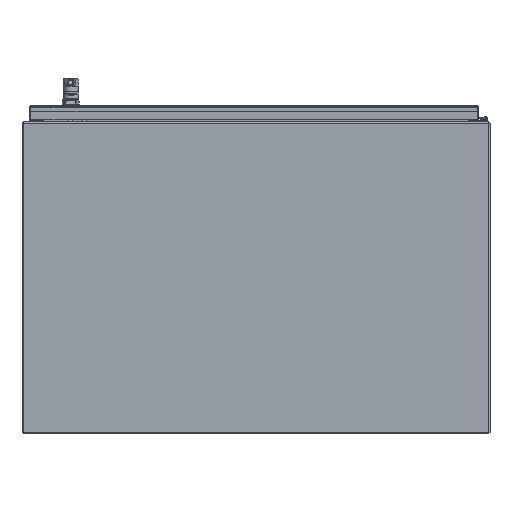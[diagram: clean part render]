
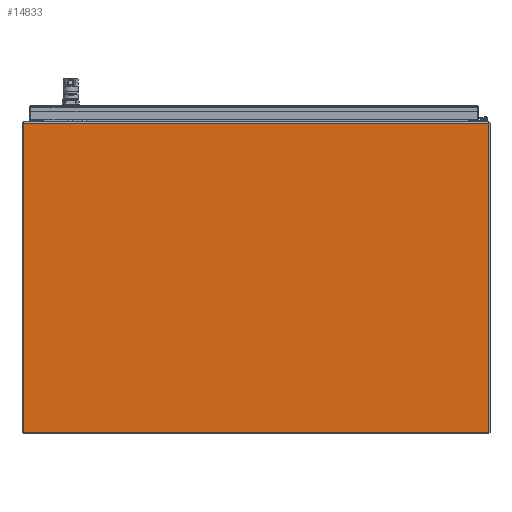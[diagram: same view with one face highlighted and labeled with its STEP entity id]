
A CAD part, front view. The second image highlights one B-rep face of the part: STEP entity #14833.
In plain terms, the highlighted planar face has unit normal (0, -1, 0).
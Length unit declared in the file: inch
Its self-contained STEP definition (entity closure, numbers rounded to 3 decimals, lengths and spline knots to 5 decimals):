
#1464 = EDGE_CURVE ( 'NONE', #52181, #156440, #92374, .T. ) ;
#9243 = CARTESIAN_POINT ( 'NONE',  ( 14.926, -20.0625, -0.36016 ) ) ;
#9597 = LINE ( 'NONE', #96196, #166804 ) ;
#14833 = ADVANCED_FACE ( 'NONE', ( #148714 ), #134938, .F. ) ;
#34664 = CARTESIAN_POINT ( 'NONE',  ( 14.926, -20.0625, 9.53209 ) ) ;
#37106 = VECTOR ( 'NONE', #122810, 39.37008 ) ;
#40629 = CARTESIAN_POINT ( 'NONE',  ( -14.926, -20.0625, -10.25741 ) ) ;
#42079 = ORIENTED_EDGE ( 'NONE', *, *, #192358, .F. ) ;
#43691 = DIRECTION ( 'NONE',  ( 0., 1., 0. ) ) ;
#52181 = VERTEX_POINT ( 'NONE', #40629 ) ;
#54900 = DIRECTION ( 'NONE',  ( -1., 0., 0. ) ) ;
#57820 = EDGE_CURVE ( 'NONE', #153535, #157446, #172413, .T. ) ;
#62235 = CARTESIAN_POINT ( 'NONE',  ( 0., -20.0625, -0.36016 ) ) ;
#63607 = AXIS2_PLACEMENT_3D ( 'NONE', #62235, #43691, #121179 ) ;
#68453 = EDGE_CURVE ( 'NONE', #157446, #52181, #9597, .T. ) ;
#70050 = ORIENTED_EDGE ( 'NONE', *, *, #68453, .F. ) ;
#83402 = CARTESIAN_POINT ( 'NONE',  ( 0., -20.0625, 9.53209 ) ) ;
#87313 = EDGE_LOOP ( 'NONE', ( #126335, #70050, #188705, #42079 ) ) ;
#92374 = LINE ( 'NONE', #137573, #37106 ) ;
#96196 = CARTESIAN_POINT ( 'NONE',  ( 0., -20.0625, -10.25741 ) ) ;
#98150 = LINE ( 'NONE', #83402, #133005 ) ;
#102649 = VECTOR ( 'NONE', #173385, 39.37008 ) ;
#121179 = DIRECTION ( 'NONE',  ( 0., 0., 1. ) ) ;
#122810 = DIRECTION ( 'NONE',  ( 0., 0., 1. ) ) ;
#126335 = ORIENTED_EDGE ( 'NONE', *, *, #1464, .F. ) ;
#133005 = VECTOR ( 'NONE', #160917, 39.37008 ) ;
#134938 = PLANE ( 'NONE',  #63607 ) ;
#137573 = CARTESIAN_POINT ( 'NONE',  ( -14.926, -20.0625, -0.36016 ) ) ;
#148714 = FACE_OUTER_BOUND ( 'NONE', #87313, .T. ) ;
#152852 = CARTESIAN_POINT ( 'NONE',  ( -14.926, -20.0625, 9.53209 ) ) ;
#153535 = VERTEX_POINT ( 'NONE', #34664 ) ;
#156440 = VERTEX_POINT ( 'NONE', #152852 ) ;
#157446 = VERTEX_POINT ( 'NONE', #173244 ) ;
#160917 = DIRECTION ( 'NONE',  ( 1., 0., 0. ) ) ;
#166804 = VECTOR ( 'NONE', #54900, 39.37008 ) ;
#172413 = LINE ( 'NONE', #9243, #102649 ) ;
#173244 = CARTESIAN_POINT ( 'NONE',  ( 14.926, -20.0625, -10.25741 ) ) ;
#173385 = DIRECTION ( 'NONE',  ( 0., 0., -1. ) ) ;
#188705 = ORIENTED_EDGE ( 'NONE', *, *, #57820, .F. ) ;
#192358 = EDGE_CURVE ( 'NONE', #156440, #153535, #98150, .T. ) ;
